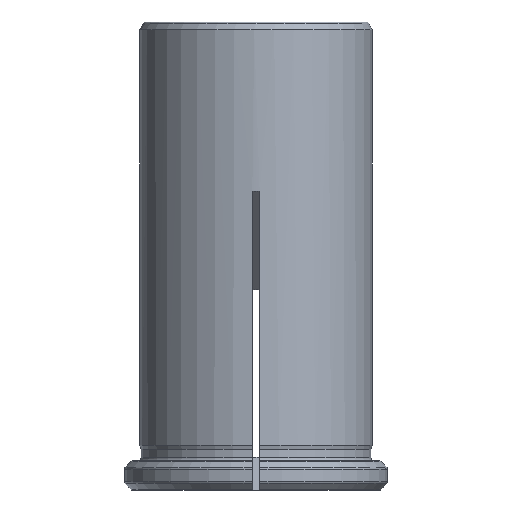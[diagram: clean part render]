
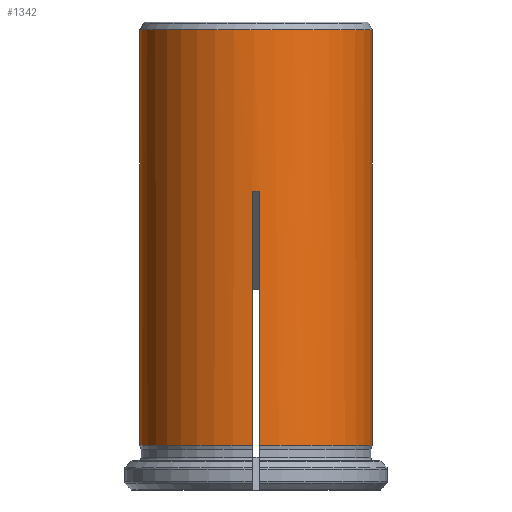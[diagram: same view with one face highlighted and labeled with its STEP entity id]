
A CAD part, front view. The second image highlights one B-rep face of the part: STEP entity #1342.
In plain terms, the highlighted cylindrical face has radius 15.875 mm (diameter 31.75 mm), a full revolution.
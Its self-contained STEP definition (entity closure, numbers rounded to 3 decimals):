
#28=ELLIPSE('',#1487,22.451,15.875);
#29=ELLIPSE('',#1488,22.451,15.875);
#30=ELLIPSE('',#1489,22.451,15.875);
#31=ELLIPSE('',#1490,22.451,15.875);
#162=CIRCLE('',#1375,15.875);
#174=CIRCLE('',#1398,15.875);
#186=CIRCLE('',#1421,15.875);
#200=CIRCLE('',#1447,15.875);
#212=CIRCLE('',#1477,15.875);
#444=ORIENTED_EDGE('',*,*,#773,.T.);
#445=ORIENTED_EDGE('',*,*,#670,.F.);
#446=ORIENTED_EDGE('',*,*,#796,.T.);
#447=ORIENTED_EDGE('',*,*,#797,.T.);
#448=ORIENTED_EDGE('',*,*,#798,.F.);
#449=ORIENTED_EDGE('',*,*,#637,.F.);
#450=ORIENTED_EDGE('',*,*,#799,.T.);
#451=ORIENTED_EDGE('',*,*,#800,.T.);
#452=ORIENTED_EDGE('',*,*,#801,.F.);
#453=ORIENTED_EDGE('',*,*,#740,.F.);
#454=ORIENTED_EDGE('',*,*,#802,.T.);
#455=ORIENTED_EDGE('',*,*,#803,.T.);
#456=ORIENTED_EDGE('',*,*,#804,.F.);
#457=ORIENTED_EDGE('',*,*,#704,.F.);
#458=ORIENTED_EDGE('',*,*,#805,.T.);
#459=ORIENTED_EDGE('',*,*,#806,.T.);
#460=ORIENTED_EDGE('',*,*,#807,.F.);
#637=EDGE_CURVE('',#837,#836,#162,.F.);
#670=EDGE_CURVE('',#860,#861,#174,.F.);
#704=EDGE_CURVE('',#884,#885,#186,.F.);
#740=EDGE_CURVE('',#910,#911,#200,.F.);
#773=EDGE_CURVE('',#943,#943,#212,.T.);
#796=EDGE_CURVE('',#860,#955,#1007,.T.);
#797=EDGE_CURVE('',#955,#956,#28,.T.);
#798=EDGE_CURVE('',#836,#956,#1008,.T.);
#799=EDGE_CURVE('',#837,#957,#1009,.T.);
#800=EDGE_CURVE('',#957,#958,#29,.T.);
#801=EDGE_CURVE('',#911,#958,#1010,.T.);
#802=EDGE_CURVE('',#910,#959,#1011,.T.);
#803=EDGE_CURVE('',#959,#960,#30,.T.);
#804=EDGE_CURVE('',#885,#960,#1012,.T.);
#805=EDGE_CURVE('',#884,#961,#1013,.T.);
#806=EDGE_CURVE('',#961,#962,#31,.T.);
#807=EDGE_CURVE('',#861,#962,#1014,.T.);
#836=VERTEX_POINT('',#1905);
#837=VERTEX_POINT('',#1910);
#860=VERTEX_POINT('',#2022);
#861=VERTEX_POINT('',#2024);
#884=VERTEX_POINT('',#2139);
#885=VERTEX_POINT('',#2141);
#910=VERTEX_POINT('',#2261);
#911=VERTEX_POINT('',#2263);
#943=VERTEX_POINT('',#2353);
#955=VERTEX_POINT('',#2419);
#956=VERTEX_POINT('',#2421);
#957=VERTEX_POINT('',#2424);
#958=VERTEX_POINT('',#2426);
#959=VERTEX_POINT('',#2429);
#960=VERTEX_POINT('',#2431);
#961=VERTEX_POINT('',#2434);
#962=VERTEX_POINT('',#2436);
#1007=LINE('',#2418,#1075);
#1008=LINE('',#2422,#1076);
#1009=LINE('',#2423,#1077);
#1010=LINE('',#2427,#1078);
#1011=LINE('',#2428,#1079);
#1012=LINE('',#2432,#1080);
#1013=LINE('',#2433,#1081);
#1014=LINE('',#2437,#1082);
#1075=VECTOR('',#1799,1000.);
#1076=VECTOR('',#1802,1000.);
#1077=VECTOR('',#1803,1000.);
#1078=VECTOR('',#1806,1000.);
#1079=VECTOR('',#1807,1000.);
#1080=VECTOR('',#1810,1000.);
#1081=VECTOR('',#1811,1000.);
#1082=VECTOR('',#1814,1000.);
#1169=EDGE_LOOP('',(#444));
#1170=EDGE_LOOP('',(#445,#446,#447,#448,#449,#450,#451,#452,#453,#454,#455,
#456,#457,#458,#459,#460));
#1257=FACE_BOUND('',#1169,.T.);
#1258=FACE_BOUND('',#1170,.T.);
#1286=CYLINDRICAL_SURFACE('',#1486,15.875);
#1342=ADVANCED_FACE('',(#1257,#1258),#1286,.T.);
#1375=AXIS2_PLACEMENT_3D('',#1911,#1537,#1538);
#1398=AXIS2_PLACEMENT_3D('',#2023,#1589,#1590);
#1421=AXIS2_PLACEMENT_3D('',#2140,#1641,#1642);
#1447=AXIS2_PLACEMENT_3D('',#2262,#1699,#1700);
#1477=AXIS2_PLACEMENT_3D('',#2352,#1767,#1768);
#1486=AXIS2_PLACEMENT_3D('',#2417,#1797,#1798);
#1487=AXIS2_PLACEMENT_3D('',#2420,#1800,#1801);
#1488=AXIS2_PLACEMENT_3D('',#2425,#1804,#1805);
#1489=AXIS2_PLACEMENT_3D('',#2430,#1808,#1809);
#1490=AXIS2_PLACEMENT_3D('',#2435,#1812,#1813);
#1537=DIRECTION('',(0.,0.,1.));
#1538=DIRECTION('',(1.,0.,0.));
#1589=DIRECTION('',(0.,0.,1.));
#1590=DIRECTION('',(1.,0.,0.));
#1641=DIRECTION('',(0.,0.,1.));
#1642=DIRECTION('',(1.,0.,0.));
#1699=DIRECTION('',(0.,0.,1.));
#1700=DIRECTION('',(1.,0.,0.));
#1767=DIRECTION('',(0.,0.,-1.));
#1768=DIRECTION('',(-1.,0.,0.));
#1797=DIRECTION('',(0.,0.,1.));
#1798=DIRECTION('',(1.,0.,0.));
#1799=DIRECTION('',(0.,0.,1.));
#1800=DIRECTION('',(0.,0.707,0.707));
#1801=DIRECTION('',(0.,-0.707,0.707));
#1802=DIRECTION('',(0.,0.,1.));
#1803=DIRECTION('',(0.,0.,1.));
#1804=DIRECTION('',(-0.707,0.,0.707));
#1805=DIRECTION('',(0.707,0.,0.707));
#1806=DIRECTION('',(0.,0.,1.));
#1807=DIRECTION('',(0.,0.,1.));
#1808=DIRECTION('',(0.,-0.707,0.707));
#1809=DIRECTION('',(0.,0.707,0.707));
#1810=DIRECTION('',(0.,0.,1.));
#1811=DIRECTION('',(0.,0.,1.));
#1812=DIRECTION('',(0.707,0.,0.707));
#1813=DIRECTION('',(-0.707,0.,0.707));
#1814=DIRECTION('',(0.,0.,1.));
#1905=CARTESIAN_POINT('',(0.5,-15.867,2.127));
#1910=CARTESIAN_POINT('',(15.867,-0.5,2.127));
#1911=CARTESIAN_POINT('',(0.,0.,2.127));
#2022=CARTESIAN_POINT('',(-0.5,-15.867,2.127));
#2023=CARTESIAN_POINT('',(0.,0.,2.127));
#2024=CARTESIAN_POINT('',(-15.867,-0.5,2.127));
#2139=CARTESIAN_POINT('',(-15.867,0.5,2.127));
#2140=CARTESIAN_POINT('',(0.,0.,2.127));
#2141=CARTESIAN_POINT('',(-0.5,15.867,2.127));
#2261=CARTESIAN_POINT('',(0.5,15.867,2.127));
#2262=CARTESIAN_POINT('',(0.,0.,2.127));
#2263=CARTESIAN_POINT('',(15.867,0.5,2.127));
#2352=CARTESIAN_POINT('',(0.,0.,58.973));
#2353=CARTESIAN_POINT('',(-15.875,0.,58.973));
#2417=CARTESIAN_POINT('',(0.,0.,60.));
#2418=CARTESIAN_POINT('',(-0.5,-15.867,60.));
#2419=CARTESIAN_POINT('',(-0.5,-15.867,36.867));
#2420=CARTESIAN_POINT('',(0.,0.,21.));
#2421=CARTESIAN_POINT('',(0.5,-15.867,36.867));
#2422=CARTESIAN_POINT('',(0.5,-15.867,60.));
#2423=CARTESIAN_POINT('',(15.867,-0.5,60.));
#2424=CARTESIAN_POINT('',(15.867,-0.5,36.867));
#2425=CARTESIAN_POINT('',(0.,0.,21.));
#2426=CARTESIAN_POINT('',(15.867,0.5,36.867));
#2427=CARTESIAN_POINT('',(15.867,0.5,60.));
#2428=CARTESIAN_POINT('',(0.5,15.867,60.));
#2429=CARTESIAN_POINT('',(0.5,15.867,36.867));
#2430=CARTESIAN_POINT('',(0.,0.,21.));
#2431=CARTESIAN_POINT('',(-0.5,15.867,36.867));
#2432=CARTESIAN_POINT('',(-0.5,15.867,60.));
#2433=CARTESIAN_POINT('',(-15.867,0.5,60.));
#2434=CARTESIAN_POINT('',(-15.867,0.5,36.867));
#2435=CARTESIAN_POINT('',(0.,0.,21.));
#2436=CARTESIAN_POINT('',(-15.867,-0.5,36.867));
#2437=CARTESIAN_POINT('',(-15.867,-0.5,60.));
